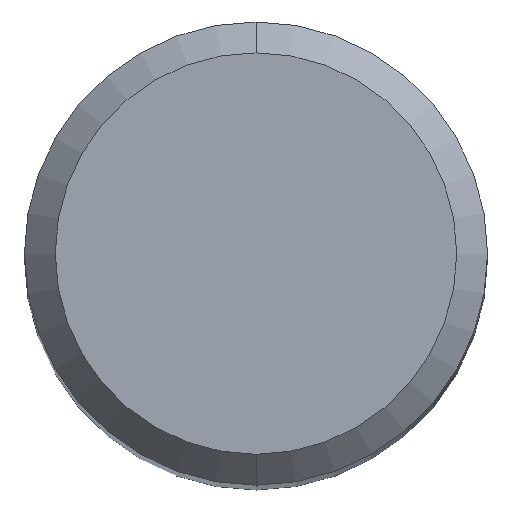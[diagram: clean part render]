
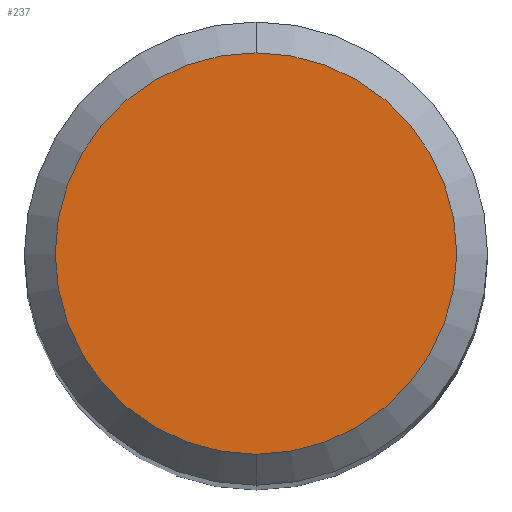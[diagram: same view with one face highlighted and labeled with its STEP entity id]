
A CAD part, top view. The second image highlights one B-rep face of the part: STEP entity #237.
In plain terms, the highlighted planar face has unit normal (0, 0, 1).
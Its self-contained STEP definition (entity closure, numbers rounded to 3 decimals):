
#237=ADVANCED_FACE('',(#601),#602,.T.);
#361=VERTEX_POINT('',#738);
#367=EDGE_CURVE('',#361,#541,#744,.T.);
#527=EDGE_CURVE('',#541,#361,#925,.T.);
#541=VERTEX_POINT('',#939);
#601=FACE_OUTER_BOUND('',#1009,.T.);
#602=PLANE('',#1010);
#738=CARTESIAN_POINT('',(0.0,2.6,0.0));
#744=CIRCLE('',#1322,2.6);
#925=CIRCLE('',#1632,2.6);
#939=CARTESIAN_POINT('',(0.,-2.6,0.0));
#1009=EDGE_LOOP('',(#1714,#1715));
#1010=AXIS2_PLACEMENT_3D('',#1716,#1717,#1718);
#1322=AXIS2_PLACEMENT_3D('',#1865,#1866,#1867);
#1632=AXIS2_PLACEMENT_3D('',#2082,#2083,#2084);
#1714=ORIENTED_EDGE('',*,*,#367,.F.);
#1715=ORIENTED_EDGE('',*,*,#527,.F.);
#1716=CARTESIAN_POINT('',(0.0,1.3,0.0));
#1717=DIRECTION('',(-0.0,0.0,1.0));
#1718=DIRECTION('',(0.0,-1.0,0.0));
#1865=CARTESIAN_POINT('',(0.0,0.0,0.0));
#1866=DIRECTION('',(0.0,0.0,-1.0));
#1867=DIRECTION('',(0.0,1.0,0.0));
#2082=CARTESIAN_POINT('',(0.0,0.0,0.0));
#2083=DIRECTION('',(0.0,0.0,-1.0));
#2084=DIRECTION('',(0.0,1.0,0.0));
